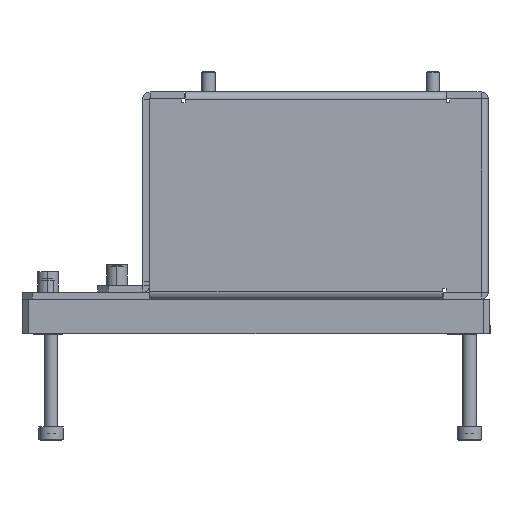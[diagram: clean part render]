
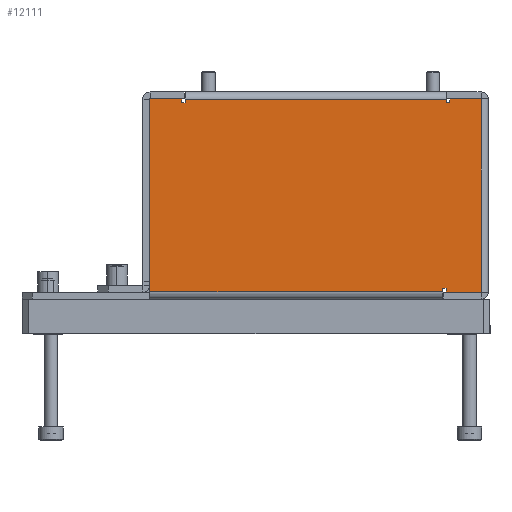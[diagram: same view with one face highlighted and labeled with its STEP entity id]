
A CAD part, left-side view. The second image highlights one B-rep face of the part: STEP entity #12111.
In plain terms, the highlighted face is planar.
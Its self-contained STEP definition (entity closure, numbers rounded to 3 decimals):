
#364 = DIRECTION ( 'NONE',  ( 0., -1., 0. ) ) ;
#387 = CARTESIAN_POINT ( 'NONE',  ( 229., 13.2, 54.9 ) ) ;
#466 = ORIENTED_EDGE ( 'NONE', *, *, #6117, .F. ) ;
#729 = EDGE_CURVE ( 'NONE', #1459, #10567, #1342, .T. ) ;
#780 = EDGE_CURVE ( 'NONE', #9414, #10559, #1582, .T. ) ;
#785 = ORIENTED_EDGE ( 'NONE', *, *, #4673, .T. ) ;
#797 = CARTESIAN_POINT ( 'NONE',  ( 229., 97.999, 56. ) ) ;
#831 = VECTOR ( 'NONE', #7984, 1000. ) ;
#862 = CARTESIAN_POINT ( 'NONE',  ( 229., 2.1, 56. ) ) ;
#928 = ORIENTED_EDGE ( 'NONE', *, *, #9651, .F. ) ;
#998 = CARTESIAN_POINT ( 'NONE',  ( 229., 97.999, 55.9 ) ) ;
#1046 = CARTESIAN_POINT ( 'NONE',  ( 229., 12.2, 0.1 ) ) ;
#1135 = VERTEX_POINT ( 'NONE', #10565 ) ;
#1184 = EDGE_CURVE ( 'NONE', #10818, #9605, #9814, .T. ) ;
#1342 = LINE ( 'NONE', #9894, #6336 ) ;
#1459 = VERTEX_POINT ( 'NONE', #862 ) ;
#1464 = CARTESIAN_POINT ( 'NONE',  ( 229., 2.1, 0. ) ) ;
#1582 = LINE ( 'NONE', #6020, #4760 ) ;
#1693 = DIRECTION ( 'NONE',  ( 0., 0., 1. ) ) ;
#1937 = DIRECTION ( 'NONE',  ( 0., 1., 0. ) ) ;
#1986 = DIRECTION ( 'NONE',  ( 0., 1., 0. ) ) ;
#1994 = EDGE_CURVE ( 'NONE', #10567, #10749, #4218, .T. ) ;
#2125 = CARTESIAN_POINT ( 'NONE',  ( 229., 13.2, 56. ) ) ;
#2138 = EDGE_CURVE ( 'NONE', #1459, #5430, #2494, .T. ) ;
#2494 = LINE ( 'NONE', #9936, #6166 ) ;
#2507 = CARTESIAN_POINT ( 'NONE',  ( 229., 87.8, 0.1 ) ) ;
#2565 = PLANE ( 'NONE',  #4910 ) ;
#2612 = LINE ( 'NONE', #9326, #5845 ) ;
#2617 = CARTESIAN_POINT ( 'NONE',  ( 229., 12.2, 56. ) ) ;
#2647 = ORIENTED_EDGE ( 'NONE', *, *, #6332, .T. ) ;
#2784 = LINE ( 'NONE', #4539, #11906 ) ;
#2954 = CARTESIAN_POINT ( 'NONE',  ( 229., 12.2, 1.1 ) ) ;
#2985 = CARTESIAN_POINT ( 'NONE',  ( 229., 0., 1.1 ) ) ;
#3101 = CARTESIAN_POINT ( 'NONE',  ( 229., 11.2, 0. ) ) ;
#3233 = CARTESIAN_POINT ( 'NONE',  ( 229., 13.2, 55.9 ) ) ;
#3278 = VECTOR ( 'NONE', #11822, 1000. ) ;
#3452 = ORIENTED_EDGE ( 'NONE', *, *, #1184, .T. ) ;
#3583 = VERTEX_POINT ( 'NONE', #2954 ) ;
#3663 = VECTOR ( 'NONE', #5722, 1000. ) ;
#3809 = ORIENTED_EDGE ( 'NONE', *, *, #9085, .F. ) ;
#3855 = LINE ( 'NONE', #2985, #4898 ) ;
#3897 = CARTESIAN_POINT ( 'NONE',  ( 229., 12.2, 56. ) ) ;
#3954 = CARTESIAN_POINT ( 'NONE',  ( 229., 0., 0. ) ) ;
#4033 = ORIENTED_EDGE ( 'NONE', *, *, #8671, .F. ) ;
#4164 = DIRECTION ( 'NONE',  ( 0., 0., -1. ) ) ;
#4204 = CARTESIAN_POINT ( 'NONE',  ( 229., 97.999, 0. ) ) ;
#4218 = LINE ( 'NONE', #7863, #7936 ) ;
#4517 = ORIENTED_EDGE ( 'NONE', *, *, #9757, .F. ) ;
#4539 = CARTESIAN_POINT ( 'NONE',  ( 229., 0., 0. ) ) ;
#4594 = VERTEX_POINT ( 'NONE', #2507 ) ;
#4673 = EDGE_CURVE ( 'NONE', #5430, #10559, #2784, .T. ) ;
#4709 = EDGE_CURVE ( 'NONE', #7873, #3583, #11053, .T. ) ;
#4760 = VECTOR ( 'NONE', #7024, 1000. ) ;
#4830 = VECTOR ( 'NONE', #1693, 1000. ) ;
#4873 = ORIENTED_EDGE ( 'NONE', *, *, #1994, .F. ) ;
#4898 = VECTOR ( 'NONE', #364, 1000. ) ;
#4910 = AXIS2_PLACEMENT_3D ( 'NONE', #8420, #10133, #11920 ) ;
#5430 = VERTEX_POINT ( 'NONE', #1464 ) ;
#5528 = EDGE_CURVE ( 'NONE', #7215, #1135, #5584, .T. ) ;
#5546 = LINE ( 'NONE', #9309, #3663 ) ;
#5552 = ORIENTED_EDGE ( 'NONE', *, *, #729, .F. ) ;
#5584 = LINE ( 'NONE', #8310, #7818 ) ;
#5722 = DIRECTION ( 'NONE',  ( 0., 0., -1. ) ) ;
#5833 = VECTOR ( 'NONE', #10304, 1000. ) ;
#5845 = VECTOR ( 'NONE', #1937, 1000. ) ;
#6020 = CARTESIAN_POINT ( 'NONE',  ( 229., 11.2, 56. ) ) ;
#6055 = EDGE_CURVE ( 'NONE', #7873, #4594, #8736, .T. ) ;
#6117 = EDGE_CURVE ( 'NONE', #10929, #7215, #6740, .T. ) ;
#6166 = VECTOR ( 'NONE', #6256, 1000. ) ;
#6256 = DIRECTION ( 'NONE',  ( 0., 0., -1. ) ) ;
#6260 = VECTOR ( 'NONE', #9642, 1000. ) ;
#6332 = EDGE_CURVE ( 'NONE', #10929, #11579, #9390, .T. ) ;
#6336 = VECTOR ( 'NONE', #7141, 1000. ) ;
#6526 = ORIENTED_EDGE ( 'NONE', *, *, #780, .F. ) ;
#6740 = LINE ( 'NONE', #9575, #11581 ) ;
#6919 = VERTEX_POINT ( 'NONE', #387 ) ;
#7024 = DIRECTION ( 'NONE',  ( 0., 0., -1. ) ) ;
#7141 = DIRECTION ( 'NONE',  ( 0., 1., 0. ) ) ;
#7215 = VERTEX_POINT ( 'NONE', #10378 ) ;
#7267 = CARTESIAN_POINT ( 'NONE',  ( 229., 11.2, 1.1 ) ) ;
#7344 = ORIENTED_EDGE ( 'NONE', *, *, #4709, .F. ) ;
#7433 = DIRECTION ( 'NONE',  ( 0., 1., 0. ) ) ;
#7818 = VECTOR ( 'NONE', #12057, 1000. ) ;
#7863 = CARTESIAN_POINT ( 'NONE',  ( 229., 12.2, 56. ) ) ;
#7873 = VERTEX_POINT ( 'NONE', #1046 ) ;
#7925 = LINE ( 'NONE', #2125, #6260 ) ;
#7936 = VECTOR ( 'NONE', #4164, 1000. ) ;
#7961 = CARTESIAN_POINT ( 'NONE',  ( 229., 88.8, 0. ) ) ;
#7984 = DIRECTION ( 'NONE',  ( 0., -1., 0. ) ) ;
#8310 = CARTESIAN_POINT ( 'NONE',  ( 229., 0., 1.1 ) ) ;
#8420 = CARTESIAN_POINT ( 'NONE',  ( 229., 0., 56. ) ) ;
#8541 = CARTESIAN_POINT ( 'NONE',  ( 229., 12.2, 0.1 ) ) ;
#8671 = EDGE_CURVE ( 'NONE', #1135, #4594, #5546, .T. ) ;
#8736 = LINE ( 'NONE', #8541, #5833 ) ;
#9085 = EDGE_CURVE ( 'NONE', #10818, #11579, #11136, .T. ) ;
#9100 = CARTESIAN_POINT ( 'NONE',  ( 229., 97.999, 55.9 ) ) ;
#9239 = ORIENTED_EDGE ( 'NONE', *, *, #6055, .T. ) ;
#9309 = CARTESIAN_POINT ( 'NONE',  ( 229., 87.8, 56. ) ) ;
#9326 = CARTESIAN_POINT ( 'NONE',  ( 229., 0., 54.9 ) ) ;
#9390 = LINE ( 'NONE', #3954, #10799 ) ;
#9394 = EDGE_LOOP ( 'NONE', ( #6526, #10938, #7344, #9239, #4033, #10628, #466, #2647, #3809, #3452, #928, #4517, #4873, #5552, #11442, #785 ) ) ;
#9414 = VERTEX_POINT ( 'NONE', #7267 ) ;
#9508 = DIRECTION ( 'NONE',  ( 0., 0., 1. ) ) ;
#9575 = CARTESIAN_POINT ( 'NONE',  ( 229., 88.8, 56. ) ) ;
#9605 = VERTEX_POINT ( 'NONE', #3233 ) ;
#9642 = DIRECTION ( 'NONE',  ( 0., 0., 1. ) ) ;
#9651 = EDGE_CURVE ( 'NONE', #6919, #9605, #7925, .T. ) ;
#9757 = EDGE_CURVE ( 'NONE', #10749, #6919, #2612, .T. ) ;
#9814 = LINE ( 'NONE', #9100, #831 ) ;
#9894 = CARTESIAN_POINT ( 'NONE',  ( 229., 0., 56. ) ) ;
#9936 = CARTESIAN_POINT ( 'NONE',  ( 229., 2.1, 56. ) ) ;
#10133 = DIRECTION ( 'NONE',  ( -1., 0., 0. ) ) ;
#10304 = DIRECTION ( 'NONE',  ( 0., 1., 0. ) ) ;
#10378 = CARTESIAN_POINT ( 'NONE',  ( 229., 88.8, 1.1 ) ) ;
#10559 = VERTEX_POINT ( 'NONE', #3101 ) ;
#10565 = CARTESIAN_POINT ( 'NONE',  ( 229., 87.8, 1.1 ) ) ;
#10567 = VERTEX_POINT ( 'NONE', #3897 ) ;
#10628 = ORIENTED_EDGE ( 'NONE', *, *, #5528, .F. ) ;
#10749 = VERTEX_POINT ( 'NONE', #11164 ) ;
#10799 = VECTOR ( 'NONE', #1986, 1000. ) ;
#10818 = VERTEX_POINT ( 'NONE', #998 ) ;
#10929 = VERTEX_POINT ( 'NONE', #7961 ) ;
#10938 = ORIENTED_EDGE ( 'NONE', *, *, #11810, .F. ) ;
#11053 = LINE ( 'NONE', #2617, #4830 ) ;
#11114 = FACE_OUTER_BOUND ( 'NONE', #9394, .T. ) ;
#11136 = LINE ( 'NONE', #797, #3278 ) ;
#11164 = CARTESIAN_POINT ( 'NONE',  ( 229., 12.2, 54.9 ) ) ;
#11442 = ORIENTED_EDGE ( 'NONE', *, *, #2138, .T. ) ;
#11579 = VERTEX_POINT ( 'NONE', #4204 ) ;
#11581 = VECTOR ( 'NONE', #9508, 1000. ) ;
#11810 = EDGE_CURVE ( 'NONE', #3583, #9414, #3855, .T. ) ;
#11822 = DIRECTION ( 'NONE',  ( 0., 0., -1. ) ) ;
#11906 = VECTOR ( 'NONE', #7433, 1000. ) ;
#11920 = DIRECTION ( 'NONE',  ( 0., -1., 0. ) ) ;
#12057 = DIRECTION ( 'NONE',  ( 0., -1., 0. ) ) ;
#12111 = ADVANCED_FACE ( 'NONE', ( #11114 ), #2565, .F. ) ;
